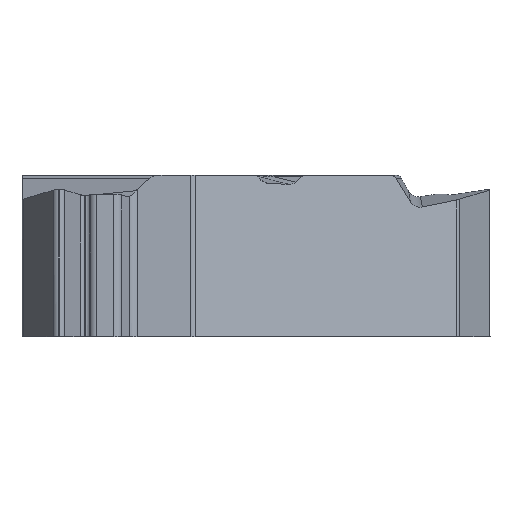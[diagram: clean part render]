
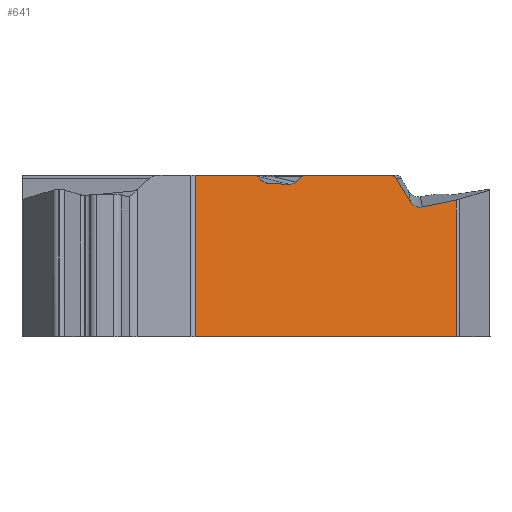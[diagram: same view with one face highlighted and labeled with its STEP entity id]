
A CAD part, front view. The second image highlights one B-rep face of the part: STEP entity #641.
In plain terms, the highlighted planar face has unit normal (0.5, -0.866, 0).
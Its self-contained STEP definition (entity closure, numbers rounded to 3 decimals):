
#85=FACE_OUTER_BOUND('',#812,.T.);
#164=PLANE('',#2124);
#201=LINE('',#3335,#372);
#205=LINE('',#3349,#376);
#277=LINE('',#3645,#448);
#278=LINE('',#3647,#449);
#279=LINE('',#3649,#450);
#280=LINE('',#3651,#451);
#281=LINE('',#3655,#452);
#282=LINE('',#3660,#453);
#283=LINE('',#3664,#454);
#284=LINE('',#3668,#455);
#372=VECTOR('',#2265,1.);
#376=VECTOR('',#2275,1.);
#448=VECTOR('',#2517,1.);
#449=VECTOR('',#2520,1.);
#450=VECTOR('',#2521,1.);
#451=VECTOR('',#2522,1.);
#452=VECTOR('',#2525,1.);
#453=VECTOR('',#2530,1.);
#454=VECTOR('',#2533,1.);
#455=VECTOR('',#2536,1.);
#569=ELLIPSE('',#2118,0.368,0.32);
#570=ELLIPSE('',#2119,0.177,0.15);
#571=ELLIPSE('',#2120,0.167,0.15);
#572=ELLIPSE('',#2121,0.314,0.3);
#573=ELLIPSE('',#2122,0.314,0.3);
#574=ELLIPSE('',#2123,0.15,0.15);
#641=ADVANCED_FACE('',(#85),#164,.F.);
#812=EDGE_LOOP('',(#1113,#1114,#1115,#1116,#1117,#1118,#1119,#1120,#1121,
#1122,#1123,#1124,#1125,#1126,#1127,#1128));
#1113=ORIENTED_EDGE('',*,*,#1795,.T.);
#1114=ORIENTED_EDGE('',*,*,#1796,.T.);
#1115=ORIENTED_EDGE('',*,*,#1797,.T.);
#1116=ORIENTED_EDGE('',*,*,#1798,.T.);
#1117=ORIENTED_EDGE('',*,*,#1799,.T.);
#1118=ORIENTED_EDGE('',*,*,#1800,.T.);
#1119=ORIENTED_EDGE('',*,*,#1801,.F.);
#1120=ORIENTED_EDGE('',*,*,#1673,.F.);
#1121=ORIENTED_EDGE('',*,*,#1802,.F.);
#1122=ORIENTED_EDGE('',*,*,#1803,.T.);
#1123=ORIENTED_EDGE('',*,*,#1804,.T.);
#1124=ORIENTED_EDGE('',*,*,#1805,.T.);
#1125=ORIENTED_EDGE('',*,*,#1806,.T.);
#1126=ORIENTED_EDGE('',*,*,#1807,.T.);
#1127=ORIENTED_EDGE('',*,*,#1808,.F.);
#1128=ORIENTED_EDGE('',*,*,#1666,.F.);
#1475=VERTEX_POINT('',#3334);
#1476=VERTEX_POINT('',#3336);
#1482=VERTEX_POINT('',#3348);
#1483=VERTEX_POINT('',#3350);
#1564=VERTEX_POINT('',#3644);
#1565=VERTEX_POINT('',#3648);
#1566=VERTEX_POINT('',#3650);
#1567=VERTEX_POINT('',#3652);
#1568=VERTEX_POINT('',#3654);
#1569=VERTEX_POINT('',#3656);
#1570=VERTEX_POINT('',#3659);
#1571=VERTEX_POINT('',#3661);
#1572=VERTEX_POINT('',#3663);
#1573=VERTEX_POINT('',#3665);
#1574=VERTEX_POINT('',#3667);
#1575=VERTEX_POINT('',#3669);
#1666=EDGE_CURVE('',#1475,#1476,#201,.T.);
#1673=EDGE_CURVE('',#1482,#1483,#205,.T.);
#1795=EDGE_CURVE('',#1475,#1564,#277,.T.);
#1796=EDGE_CURVE('',#1564,#1565,#278,.T.);
#1797=EDGE_CURVE('',#1565,#1566,#279,.T.);
#1798=EDGE_CURVE('',#1566,#1567,#280,.T.);
#1799=EDGE_CURVE('',#1567,#1568,#569,.T.);
#1800=EDGE_CURVE('',#1568,#1569,#281,.T.);
#1801=EDGE_CURVE('',#1483,#1569,#570,.T.);
#1802=EDGE_CURVE('',#1570,#1482,#571,.T.);
#1803=EDGE_CURVE('',#1570,#1571,#282,.T.);
#1804=EDGE_CURVE('',#1571,#1572,#572,.T.);
#1805=EDGE_CURVE('',#1572,#1573,#283,.T.);
#1806=EDGE_CURVE('',#1573,#1574,#573,.T.);
#1807=EDGE_CURVE('',#1574,#1575,#284,.T.);
#1808=EDGE_CURVE('',#1476,#1575,#574,.T.);
#2118=AXIS2_PLACEMENT_3D('',#3653,#2523,#2524);
#2119=AXIS2_PLACEMENT_3D('',#3657,#2526,#2527);
#2120=AXIS2_PLACEMENT_3D('',#3658,#2528,#2529);
#2121=AXIS2_PLACEMENT_3D('',#3662,#2531,#2532);
#2122=AXIS2_PLACEMENT_3D('',#3666,#2534,#2535);
#2123=AXIS2_PLACEMENT_3D('',#3670,#2537,#2538);
#2124=AXIS2_PLACEMENT_3D('',#3671,#2539,#2540);
#2265=DIRECTION('',(0.866,0.5,0.));
#2275=DIRECTION('',(0.866,0.5,0.));
#2517=DIRECTION('',(0.,0.,-1.));
#2520=DIRECTION('',(0.866,0.5,0.));
#2521=DIRECTION('',(0.,0.,1.));
#2522=DIRECTION('',(-0.853,-0.492,-0.174));
#2523=DIRECTION('',(-0.5,0.866,0.));
#2524=DIRECTION('',(0.853,0.492,0.174));
#2525=DIRECTION('',(-0.497,-0.287,0.819));
#2526=DIRECTION('',(-0.5,0.866,0.));
#2527=DIRECTION('',(-0.866,-0.5,0.));
#2528=DIRECTION('',(-0.5,0.866,0.));
#2529=DIRECTION('',(-0.866,-0.5,0.));
#2530=DIRECTION('',(-0.687,-0.397,-0.608));
#2531=DIRECTION('',(-0.5,0.866,0.));
#2532=DIRECTION('',(-0.7,-0.404,0.589));
#2533=DIRECTION('',(-0.865,-0.499,0.049));
#2534=DIRECTION('',(-0.5,0.866,0.));
#2535=DIRECTION('',(-0.7,-0.404,0.589));
#2536=DIRECTION('',(-0.656,-0.378,0.653));
#2537=DIRECTION('',(-0.5,0.866,0.));
#2538=DIRECTION('',(0.866,0.5,0.));
#2539=DIRECTION('',(-0.5,0.866,0.));
#2540=DIRECTION('',(-0.866,-0.5,0.));
#3334=CARTESIAN_POINT('',(-0.081,-5.546,0.38));
#3335=CARTESIAN_POINT('',(8.733,-0.457,0.38));
#3336=CARTESIAN_POINT('',(1.543,-4.608,0.38));
#3348=CARTESIAN_POINT('',(2.884,-3.834,0.38));
#3349=CARTESIAN_POINT('',(-3.971,-7.792,0.38));
#3350=CARTESIAN_POINT('',(5.211,-2.491,0.38));
#3644=CARTESIAN_POINT('',(-0.081,-5.546,-3.97));
#3645=CARTESIAN_POINT('',(-0.081,-5.546,0.));
#3647=CARTESIAN_POINT('',(8.733,-0.457,-3.97));
#3648=CARTESIAN_POINT('',(6.976,-1.472,-3.97));
#3649=CARTESIAN_POINT('',(6.976,-1.472,0.));
#3650=CARTESIAN_POINT('',(6.976,-1.472,-0.281));
#3651=CARTESIAN_POINT('',(-3.599,-7.577,-2.434));
#3652=CARTESIAN_POINT('',(6.05,-2.006,-0.47));
#3653=CARTESIAN_POINT('',(6.002,-2.034,-0.154));
#3654=CARTESIAN_POINT('',(5.73,-2.191,-0.332));
#3655=CARTESIAN_POINT('',(2.404,-4.112,5.154));
#3656=CARTESIAN_POINT('',(5.343,-2.415,0.307));
#3657=CARTESIAN_POINT('',(5.211,-2.491,0.23));
#3658=CARTESIAN_POINT('',(2.884,-3.834,0.23));
#3659=CARTESIAN_POINT('',(2.79,-3.888,0.344));
#3660=CARTESIAN_POINT('',(-1.614,-6.431,-3.552));
#3661=CARTESIAN_POINT('',(2.626,-3.983,0.199));
#3662=CARTESIAN_POINT('',(2.457,-4.081,0.443));
#3663=CARTESIAN_POINT('',(2.455,-4.082,0.138));
#3664=CARTESIAN_POINT('',(8.725,-0.462,-0.213));
#3665=CARTESIAN_POINT('',(1.893,-4.407,0.17));
#3666=CARTESIAN_POINT('',(1.894,-4.406,0.475));
#3667=CARTESIAN_POINT('',(1.723,-4.505,0.249));
#3668=CARTESIAN_POINT('',(5.846,-2.124,-3.862));
#3669=CARTESIAN_POINT('',(1.628,-4.559,0.344));
#3670=CARTESIAN_POINT('',(1.543,-4.608,0.23));
#3671=CARTESIAN_POINT('',(8.733,-0.457,0.));
